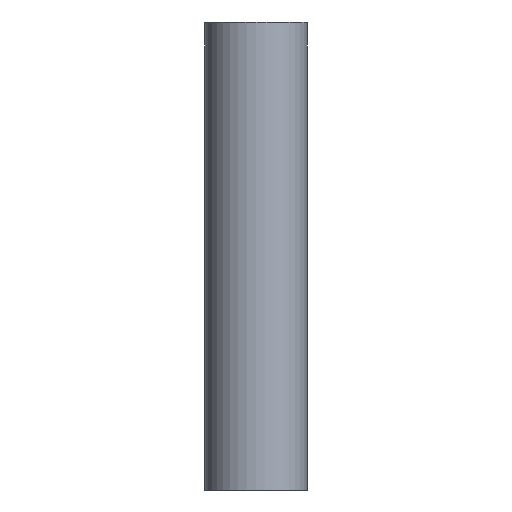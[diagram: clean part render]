
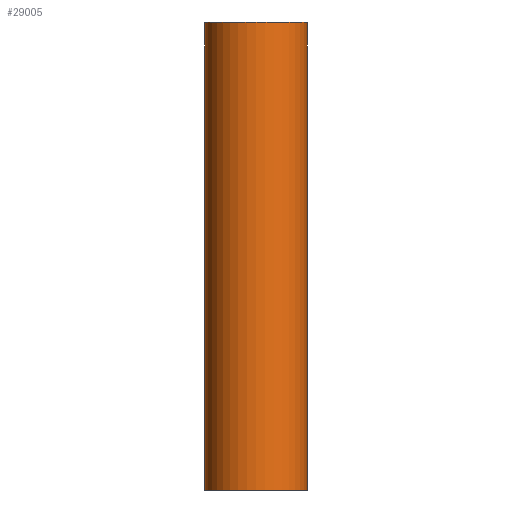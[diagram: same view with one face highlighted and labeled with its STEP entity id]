
A CAD part, front view. The second image highlights one B-rep face of the part: STEP entity #29005.
In plain terms, the highlighted cylindrical face has radius 11.5 mm (diameter 23 mm), a partial arc.
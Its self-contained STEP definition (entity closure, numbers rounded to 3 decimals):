
#28955 = EDGE_CURVE ( 'NONE', #28971, #29006, #32920, .T. ) ;
#28968 = VERTEX_POINT ( 'NONE', #33075 ) ;
#28970 = EDGE_CURVE ( 'NONE', #28968, #28971, #32974, .T. ) ;
#28971 = VERTEX_POINT ( 'NONE', #32955 ) ;
#28981 = ORIENTED_EDGE ( 'NONE', *, *, #28970, .F. ) ;
#28999 = EDGE_CURVE ( 'NONE', #28968, #29007, #33098, .T. ) ;
#29005 = ADVANCED_FACE ( 'NONE', ( #33217 ), #33214, .T. ) ;
#29006 = VERTEX_POINT ( 'NONE', #33250 ) ;
#29007 = VERTEX_POINT ( 'NONE', #33244 ) ;
#29008 = EDGE_CURVE ( 'NONE', #29007, #29006, #33151, .T. ) ;
#29009 = ORIENTED_EDGE ( 'NONE', *, *, #29008, .T. ) ;
#29066 = EDGE_LOOP ( 'NONE', ( #28981, #29102, #29009, #29100 ) ) ;
#29100 = ORIENTED_EDGE ( 'NONE', *, *, #28955, .F. ) ;
#29102 = ORIENTED_EDGE ( 'NONE', *, *, #28999, .T. ) ;
#32896 = DIRECTION ( 'NONE',  ( 1., 0., 0. ) ) ;
#32897 = DIRECTION ( 'NONE',  ( 0., 0., 1. ) ) ;
#32898 = CARTESIAN_POINT ( 'NONE',  ( 0., 0., 0. ) ) ;
#32920 = CIRCLE ( 'NONE', #32941, 11.5 ) ;
#32941 = AXIS2_PLACEMENT_3D ( 'NONE', #32898, #32897, #32896 ) ;
#32955 = CARTESIAN_POINT ( 'NONE',  ( -11.5, 0., 0. ) ) ;
#32956 = CARTESIAN_POINT ( 'NONE',  ( -11.5, 0., -105. ) ) ;
#32974 = LINE ( 'NONE', #32956, #32980 ) ;
#32980 = VECTOR ( 'NONE', #32987, 1000. ) ;
#32987 = DIRECTION ( 'NONE',  ( 0., 0., 1. ) ) ;
#33075 = CARTESIAN_POINT ( 'NONE',  ( -11.5, 0., -105. ) ) ;
#33097 = AXIS2_PLACEMENT_3D ( 'NONE', #33240, #33239, #33237 ) ;
#33098 = CIRCLE ( 'NONE', #33097, 11.5 ) ;
#33113 = DIRECTION ( 'NONE',  ( 0., 0., 1. ) ) ;
#33114 = VECTOR ( 'NONE', #33113, 1000. ) ;
#33151 = LINE ( 'NONE', #33208, #33114 ) ;
#33186 = AXIS2_PLACEMENT_3D ( 'NONE', #33243, #33242, #33245 ) ;
#33208 = CARTESIAN_POINT ( 'NONE',  ( 11.5, 0., -105. ) ) ;
#33214 = CYLINDRICAL_SURFACE ( 'NONE', #33186, 11.5 ) ;
#33217 = FACE_OUTER_BOUND ( 'NONE', #29066, .T. ) ;
#33237 = DIRECTION ( 'NONE',  ( 1., 0., 0. ) ) ;
#33239 = DIRECTION ( 'NONE',  ( 0., 0., 1. ) ) ;
#33240 = CARTESIAN_POINT ( 'NONE',  ( 0., 0., -105. ) ) ;
#33242 = DIRECTION ( 'NONE',  ( 0., 0., 1. ) ) ;
#33243 = CARTESIAN_POINT ( 'NONE',  ( 0., 0., -105. ) ) ;
#33244 = CARTESIAN_POINT ( 'NONE',  ( 11.5, 0., -105. ) ) ;
#33245 = DIRECTION ( 'NONE',  ( 1., 0., 0. ) ) ;
#33250 = CARTESIAN_POINT ( 'NONE',  ( 11.5, 0., 0. ) ) ;
